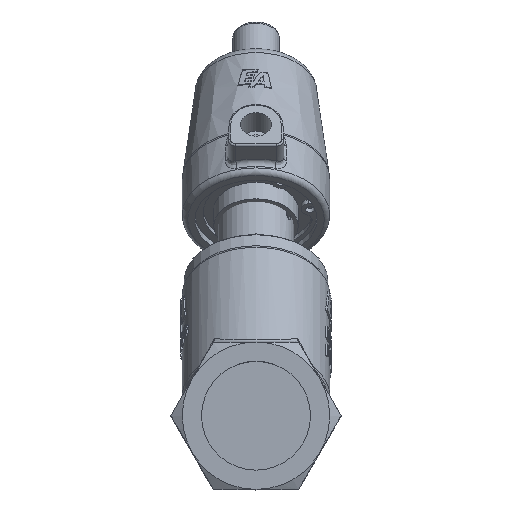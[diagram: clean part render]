
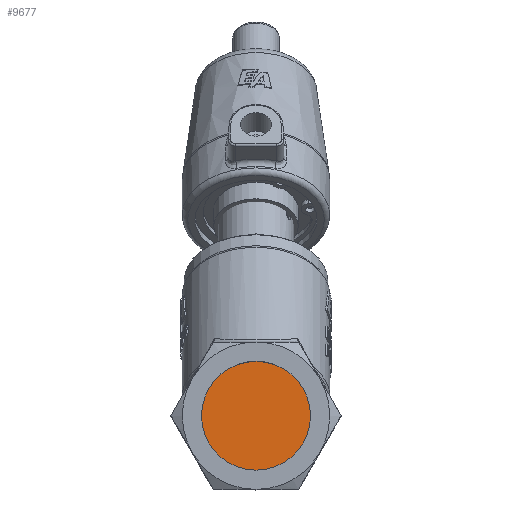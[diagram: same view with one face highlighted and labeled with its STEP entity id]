
A CAD part, top view. The second image highlights one B-rep face of the part: STEP entity #9677.
In plain terms, the highlighted planar face has unit normal (0, 0, 1).
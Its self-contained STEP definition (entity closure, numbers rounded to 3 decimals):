
#919=PLANE('',#10432);
#1173=FACE_OUTER_BOUND('',#1756,.T.);
#1756=EDGE_LOOP('',(#6578,#6579));
#3550=CIRCLE('',#10430,15.146);
#3551=CIRCLE('',#10431,15.146);
#4011=VERTEX_POINT('',#14019);
#4012=VERTEX_POINT('',#14021);
#5029=EDGE_CURVE('',#4012,#4011,#3550,.T.);
#5030=EDGE_CURVE('',#4011,#4012,#3551,.T.);
#6578=ORIENTED_EDGE('',*,*,#5029,.T.);
#6579=ORIENTED_EDGE('',*,*,#5030,.T.);
#9677=ADVANCED_FACE('',(#1173),#919,.T.);
#10430=AXIS2_PLACEMENT_3D('',#14022,#11451,#11452);
#10431=AXIS2_PLACEMENT_3D('',#14023,#11453,#11454);
#10432=AXIS2_PLACEMENT_3D('',#14024,#11455,#11456);
#11451=DIRECTION('center_axis',(0.,0.,1.));
#11452=DIRECTION('ref_axis',(1.,0.,0.));
#11453=DIRECTION('center_axis',(0.,0.,1.));
#11454=DIRECTION('ref_axis',(1.,0.,0.));
#11455=DIRECTION('center_axis',(0.,0.,1.));
#11456=DIRECTION('ref_axis',(1.,0.,0.));
#14019=CARTESIAN_POINT('',(-15.146,0.,28.));
#14021=CARTESIAN_POINT('',(15.146,0.,28.));
#14022=CARTESIAN_POINT('Origin',(0.,0.,28.));
#14023=CARTESIAN_POINT('Origin',(0.,0.,28.));
#14024=CARTESIAN_POINT('Origin',(0.,0.,28.));
